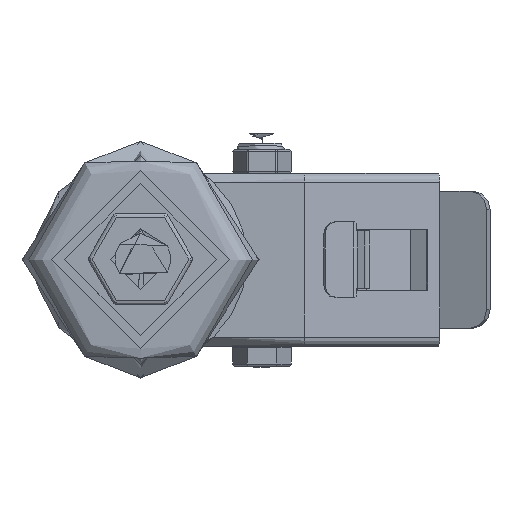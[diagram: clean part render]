
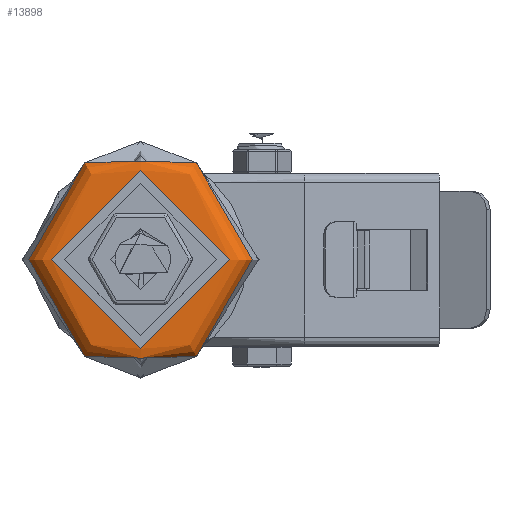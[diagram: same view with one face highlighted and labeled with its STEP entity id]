
A CAD part, top view. The second image highlights one B-rep face of the part: STEP entity #13898.
In plain terms, the highlighted toroidal (fillet/blend) face has major radius 29.34 mm and minor radius 8 mm.
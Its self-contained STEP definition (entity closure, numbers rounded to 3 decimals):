
#3841=FACE_OUTER_BOUND('',#4673,.T.);
#4673=EDGE_LOOP('',(#9758,#9759,#9760,#9761,#9762));
#5651=CIRCLE('',#15033,36.765);
#5652=CIRCLE('',#15034,36.765);
#5653=CIRCLE('',#15036,29.34);
#5654=CIRCLE('',#15037,8.);
#6211=VERTEX_POINT('',#20692);
#6212=VERTEX_POINT('',#20694);
#6213=VERTEX_POINT('',#20698);
#7590=EDGE_CURVE('',#6212,#6211,#5651,.T.);
#7591=EDGE_CURVE('',#6211,#6212,#5652,.T.);
#7592=EDGE_CURVE('',#6213,#6213,#5653,.T.);
#7593=EDGE_CURVE('',#6213,#6212,#5654,.T.);
#9758=ORIENTED_EDGE('',*,*,#7592,.T.);
#9759=ORIENTED_EDGE('',*,*,#7593,.T.);
#9760=ORIENTED_EDGE('',*,*,#7590,.T.);
#9761=ORIENTED_EDGE('',*,*,#7591,.T.);
#9762=ORIENTED_EDGE('',*,*,#7593,.F.);
#13867=TOROIDAL_SURFACE('',#15035,29.34,8.);
#13898=ADVANCED_FACE('',(#3841),#13867,.T.);
#15033=AXIS2_PLACEMENT_3D('',#20695,#16576,#16577);
#15034=AXIS2_PLACEMENT_3D('',#20696,#16578,#16579);
#15035=AXIS2_PLACEMENT_3D('',#20697,#16580,#16581);
#15036=AXIS2_PLACEMENT_3D('',#20699,#16582,#16583);
#15037=AXIS2_PLACEMENT_3D('',#20700,#16584,#16585);
#16576=DIRECTION('center_axis',(0.,0.,1.));
#16577=DIRECTION('ref_axis',(-1.,0.,0.));
#16578=DIRECTION('center_axis',(0.,0.,1.));
#16579=DIRECTION('ref_axis',(-1.,0.,0.));
#16580=DIRECTION('center_axis',(0.,0.,1.));
#16581=DIRECTION('ref_axis',(1.,0.,0.));
#16582=DIRECTION('center_axis',(0.,0.,-1.));
#16583=DIRECTION('ref_axis',(-1.,0.,0.));
#16584=DIRECTION('center_axis',(0.,-1.,0.));
#16585=DIRECTION('ref_axis',(-1.,0.,0.));
#20692=CARTESIAN_POINT('',(36.765,0.,-5.02));
#20694=CARTESIAN_POINT('',(-36.765,0.,-5.02));
#20695=CARTESIAN_POINT('Origin',(0.,0.,-5.02));
#20696=CARTESIAN_POINT('Origin',(0.,0.,-5.02));
#20697=CARTESIAN_POINT('Origin',(0.,0.,-8.));
#20698=CARTESIAN_POINT('',(-29.34,0.,0.));
#20699=CARTESIAN_POINT('Origin',(0.,0.,0.));
#20700=CARTESIAN_POINT('Origin',(-29.34,0.,
-8.));
